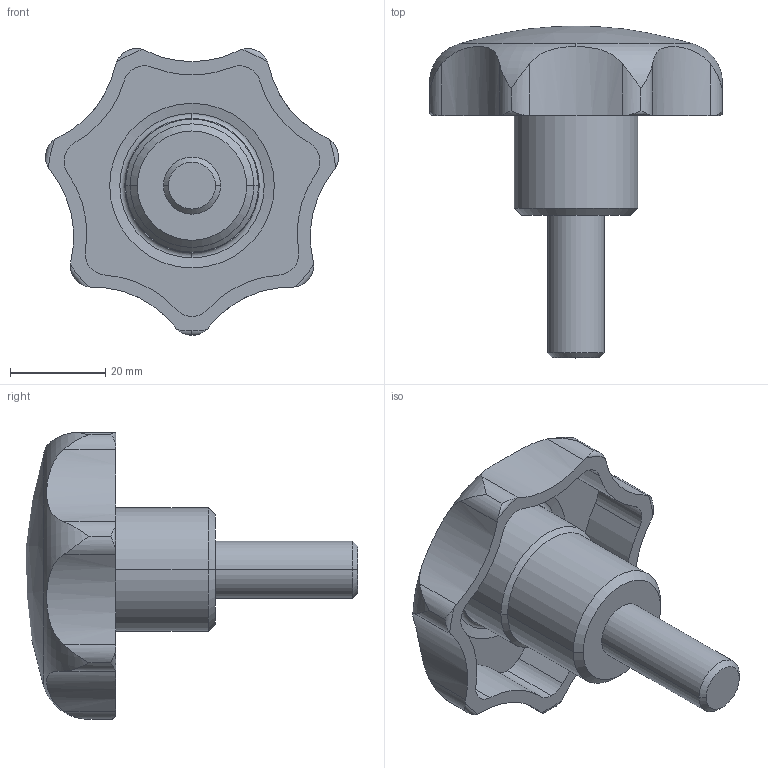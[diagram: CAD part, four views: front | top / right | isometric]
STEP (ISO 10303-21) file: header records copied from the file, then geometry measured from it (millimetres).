
FILE_DESCRIPTION( ( '' ), '1' );
FILE_NAME( 'K0155.4121X30_schwarz.stp', '2012-11-01T10:17:27', ( '' ), ( '' ), ' ', ' ', ' ' );
FILE_SCHEMA( ( 'CONFIG_CONTROL_DESIGN' ) );
Length unit declared in the file: millimetre
Products named in the file (1): 1
Bounding box: 61.64 x 69.84 x 60.33 mm (x, y, z)
Volume: 37551.6 mm3; surface area: 13771.2 mm2
Topology: 1 solids, 1 shells, 67 faces, 174 edges, 114 vertices
Faces by surface type: cylinder 42, torus 12, cone 6, plane 5, sphere 2
Entity records: 2412 total; most frequent: CARTESIAN_POINT 706, DIRECTION 364, ORIENTED_EDGE 348, EDGE_CURVE 174, AXIS2_PLACEMENT_3D 158, VERTEX_POINT 114, CIRCLE 90, EDGE_LOOP 72
